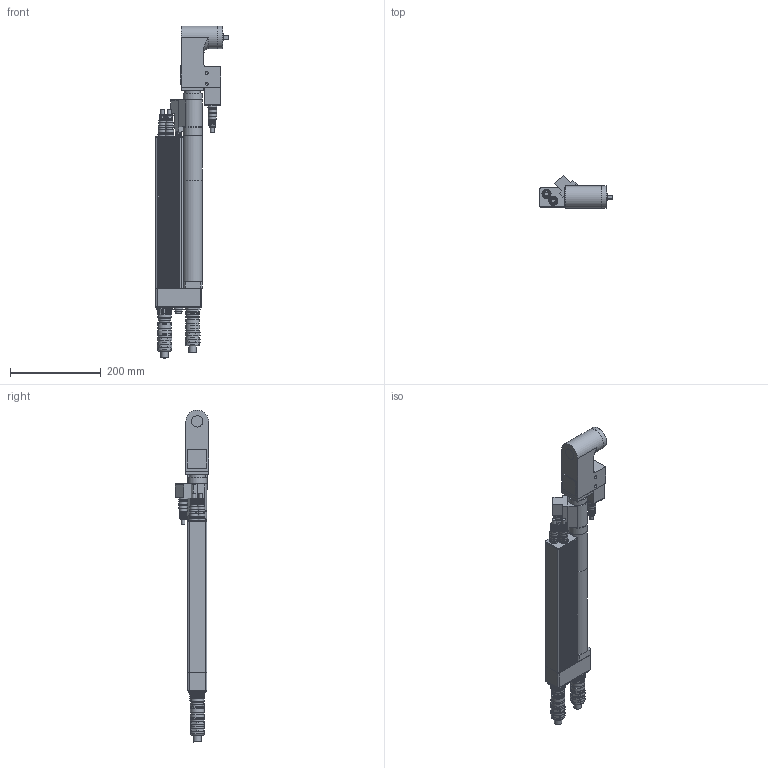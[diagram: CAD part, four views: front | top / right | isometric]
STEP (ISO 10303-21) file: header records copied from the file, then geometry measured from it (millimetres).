
FILE_DESCRIPTION((''),'2;1');
FILE_NAME('947570A3.stp','2011-03-25T14:35:21',('e4c32'),(''),'Autodesk Inventor 11','Autodesk Inventor 11','');
FILE_SCHEMA(('AUTOMOTIVE_DESIGN { 1 0 10303 214 1 1 1 1 }'));
Length unit declared in the file: millimetre
Products named in the file (7): 947570A3_IAM_001; 1WKXB_IPT_001; 1KXB_IPT_001; 1BTS-XA_IPT_001.ipt_Motor und Getriebe; 961089-002_IPT_002.ipt_Stecker gerade; 961104-005_IPT_002.ipt_Stecker gerade; 961104-005_IPT_001.ipt_Stecker gerade
Assembly tree (9 placements, depth 2):
  947570A3_IAM_001
    1WKXB_IPT_001
    1KXB_IPT_001
    1BTS-XA_IPT_001.ipt_Motor und Getriebe
    961089-002_IPT_002.ipt_Stecker gerade  x4
    961104-005_IPT_002.ipt_Stecker gerade
    961104-005_IPT_001.ipt_Stecker gerade
Bounding box: 160.27 x 73.26 x 732.15 mm (x, y, z)
Volume: 2436693.4 mm3; surface area: 277477.1 mm2
Topology: 9 solids, 9 shells, 1201 faces, 2927 edges, 1846 vertices
Faces by surface type: plane 738, cylinder 263, bspline 128, cone 50, torus 22
Full cylindrical faces by diameter (mm): 5.5 x4, 6.647 x2, 8 x4, 12 x2, 13 x1, 13.4 x4, 13.5 x1, 14 x20, 14.2 x4, 15 x1, 16 x14, 16.5 x2, 17.587 x8, 18 x8, 18.7 x8, 18.934 x1, 20 x6, 22.5 x2, 24 x1, 25 x2, 25.5 x1, 26.4 x1, 27.047 x1, 28 x2, 28.5 x1, 29 x1, 29.4 x3, 29.5 x2, 29.8 x4, 30 x4
Entity records: 31239 total; most frequent: CARTESIAN_POINT 6915, ORIENTED_EDGE 5150, DIRECTION 4613, EDGE_CURVE 2575, VERTEX_POINT 1711, VECTOR 1655, LINE 1655, AXIS2_PLACEMENT_3D 1479
